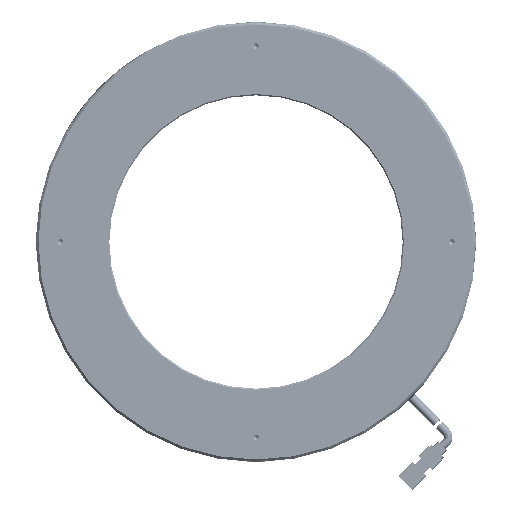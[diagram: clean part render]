
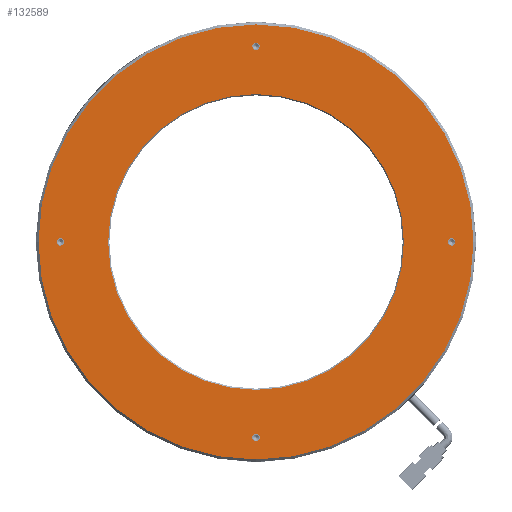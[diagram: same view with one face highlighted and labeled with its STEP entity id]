
A CAD part, front view. The second image highlights one B-rep face of the part: STEP entity #132589.
In plain terms, the highlighted planar face has unit normal (0, -1, 0).
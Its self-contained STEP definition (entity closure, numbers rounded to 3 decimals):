
#2458 = CIRCLE ( 'NONE', #5501, 89. ) ;
#3600 = ORIENTED_EDGE ( 'NONE', *, *, #91896, .F. ) ;
#3800 = AXIS2_PLACEMENT_3D ( 'NONE', #129136, #9114, #149311 ) ;
#5501 = AXIS2_PLACEMENT_3D ( 'NONE', #79310, #219397, #99485 ) ;
#7987 = CARTESIAN_POINT ( 'NONE',  ( -94.465, 5.368, 0. ) ) ;
#8341 = CIRCLE ( 'NONE', #29847, 1.5 ) ;
#8605 = ORIENTED_EDGE ( 'NONE', *, *, #88475, .F. ) ;
#9114 = DIRECTION ( 'NONE',  ( 0., -1., 0. ) ) ;
#9733 = VERTEX_POINT ( 'NONE', #258044 ) ;
#10110 = DIRECTION ( 'NONE',  ( 0., 0., -1. ) ) ;
#11746 = ORIENTED_EDGE ( 'NONE', *, *, #93063, .F. ) ;
#12985 = FACE_BOUND ( 'NONE', #169205, .T. ) ;
#15080 = CARTESIAN_POINT ( 'NONE',  ( -94.465, 5.368, -1.5 ) ) ;
#15124 = DIRECTION ( 'NONE',  ( 0., 0., -1. ) ) ;
#15903 = DIRECTION ( 'NONE',  ( 0., 0., -1. ) ) ;
#19003 = EDGE_CURVE ( 'NONE', #9733, #210019, #47439, .T. ) ;
#19239 = FACE_OUTER_BOUND ( 'NONE', #242382, .T. ) ;
#22826 = VERTEX_POINT ( 'NONE', #192192 ) ;
#27597 = CARTESIAN_POINT ( 'NONE',  ( -14.465, 5.368, 80. ) ) ;
#27860 = EDGE_CURVE ( 'NONE', #70311, #102329, #126612, .T. ) ;
#28097 = DIRECTION ( 'NONE',  ( 0., 0., -1. ) ) ;
#29847 = AXIS2_PLACEMENT_3D ( 'NONE', #255696, #136021, #15903 ) ;
#31544 = DIRECTION ( 'NONE',  ( 0., 1., 0. ) ) ;
#32836 = CARTESIAN_POINT ( 'NONE',  ( -14.465, 5.368, 0. ) ) ;
#32875 = AXIS2_PLACEMENT_3D ( 'NONE', #249890, #130126, #10110 ) ;
#34196 = ORIENTED_EDGE ( 'NONE', *, *, #27860, .F. ) ;
#35716 = CARTESIAN_POINT ( 'NONE',  ( 74.535, 5.368, 0. ) ) ;
#39818 = AXIS2_PLACEMENT_3D ( 'NONE', #27597, #167745, #47617 ) ;
#41398 = EDGE_LOOP ( 'NONE', ( #34196, #125714 ) ) ;
#41861 = CARTESIAN_POINT ( 'NONE',  ( 65.535, 5.368, 1.5 ) ) ;
#47322 = CARTESIAN_POINT ( 'NONE',  ( -94.465, 5.368, 1.5 ) ) ;
#47439 = CIRCLE ( 'NONE', #3800, 1.5 ) ;
#47617 = DIRECTION ( 'NONE',  ( 0., 0., -1. ) ) ;
#49161 = CARTESIAN_POINT ( 'NONE',  ( -14.465, 5.368, 81.5 ) ) ;
#52360 = EDGE_CURVE ( 'NONE', #152135, #143367, #106648, .T. ) ;
#52947 = DIRECTION ( 'NONE',  ( 0., 0., -1. ) ) ;
#53162 = EDGE_CURVE ( 'NONE', #102329, #70311, #8341, .T. ) ;
#53286 = AXIS2_PLACEMENT_3D ( 'NONE', #218601, #98664, #238671 ) ;
#58535 = DIRECTION ( 'NONE',  ( 0., -1., 0. ) ) ;
#59693 = CARTESIAN_POINT ( 'NONE',  ( -89.465, 5.368, 0. ) ) ;
#61579 = ORIENTED_EDGE ( 'NONE', *, *, #19003, .F. ) ;
#62337 = EDGE_LOOP ( 'NONE', ( #61579, #8605 ) ) ;
#66203 = FACE_BOUND ( 'NONE', #41398, .T. ) ;
#70311 = VERTEX_POINT ( 'NONE', #15080 ) ;
#72128 = AXIS2_PLACEMENT_3D ( 'NONE', #32836, #172994, #52947 ) ;
#72420 = AXIS2_PLACEMENT_3D ( 'NONE', #7987, #148163, #28097 ) ;
#79310 = CARTESIAN_POINT ( 'NONE',  ( -14.465, 5.368, 0. ) ) ;
#79886 = DIRECTION ( 'NONE',  ( 0., 0., 1. ) ) ;
#81549 = EDGE_CURVE ( 'NONE', #228387, #89106, #2458, .T. ) ;
#84291 = EDGE_CURVE ( 'NONE', #143367, #152135, #177351, .T. ) ;
#88475 = EDGE_CURVE ( 'NONE', #210019, #9733, #198711, .T. ) ;
#89106 = VERTEX_POINT ( 'NONE', #35716 ) ;
#90550 = VERTEX_POINT ( 'NONE', #211080 ) ;
#91205 = CIRCLE ( 'NONE', #72128, 60.5 ) ;
#91896 = EDGE_CURVE ( 'NONE', #119848, #22826, #174023, .T. ) ;
#92826 = CARTESIAN_POINT ( 'NONE',  ( -14.465, 5.368, -81.5 ) ) ;
#93063 = EDGE_CURVE ( 'NONE', #90550, #126532, #186922, .T. ) ;
#93639 = ORIENTED_EDGE ( 'NONE', *, *, #121582, .F. ) ;
#98664 = DIRECTION ( 'NONE',  ( 0., -1., 0. ) ) ;
#99485 = DIRECTION ( 'NONE',  ( -1., 0., 0. ) ) ;
#102329 = VERTEX_POINT ( 'NONE', #47322 ) ;
#103864 = ORIENTED_EDGE ( 'NONE', *, *, #192825, .F. ) ;
#106648 = CIRCLE ( 'NONE', #32875, 1.5 ) ;
#106781 = ORIENTED_EDGE ( 'NONE', *, *, #84291, .F. ) ;
#109967 = AXIS2_PLACEMENT_3D ( 'NONE', #59693, #199820, #79886 ) ;
#113632 = ORIENTED_EDGE ( 'NONE', *, *, #81549, .F. ) ;
#115999 = CARTESIAN_POINT ( 'NONE',  ( 65.535, 5.368, 0. ) ) ;
#119607 = FACE_BOUND ( 'NONE', #170778, .T. ) ;
#119848 = VERTEX_POINT ( 'NONE', #207393 ) ;
#121582 = EDGE_CURVE ( 'NONE', #22826, #119848, #91205, .T. ) ;
#125714 = ORIENTED_EDGE ( 'NONE', *, *, #53162, .F. ) ;
#126532 = VERTEX_POINT ( 'NONE', #49161 ) ;
#126612 = CIRCLE ( 'NONE', #72420, 1.5 ) ;
#129136 = CARTESIAN_POINT ( 'NONE',  ( 65.535, 5.368, 0. ) ) ;
#130126 = DIRECTION ( 'NONE',  ( 0., -1., 0. ) ) ;
#131218 = CARTESIAN_POINT ( 'NONE',  ( -103.465, 5.368, 0. ) ) ;
#132589 = ADVANCED_FACE ( 'NONE', ( #226051, #172810, #119607, #66203, #19239, #12985 ), #239195, .F. ) ;
#135191 = DIRECTION ( 'NONE',  ( 0., -1., 0. ) ) ;
#136021 = DIRECTION ( 'NONE',  ( 0., -1., 0. ) ) ;
#136192 = DIRECTION ( 'NONE',  ( 0., 0., -1. ) ) ;
#143367 = VERTEX_POINT ( 'NONE', #143540 ) ;
#143540 = CARTESIAN_POINT ( 'NONE',  ( -14.465, 5.368, -78.5 ) ) ;
#147266 = EDGE_CURVE ( 'NONE', #89106, #228387, #189478, .T. ) ;
#148163 = DIRECTION ( 'NONE',  ( 0., -1., 0. ) ) ;
#149311 = DIRECTION ( 'NONE',  ( 0., 0., -1. ) ) ;
#151614 = CARTESIAN_POINT ( 'NONE',  ( -14.465, 5.368, 0. ) ) ;
#152135 = VERTEX_POINT ( 'NONE', #92826 ) ;
#160899 = AXIS2_PLACEMENT_3D ( 'NONE', #178573, #58535, #198696 ) ;
#167745 = DIRECTION ( 'NONE',  ( 0., -1., 0. ) ) ;
#169205 = EDGE_LOOP ( 'NONE', ( #3600, #93639 ) ) ;
#170778 = EDGE_LOOP ( 'NONE', ( #11746, #103864 ) ) ;
#171683 = DIRECTION ( 'NONE',  ( -1., 0., 0. ) ) ;
#172810 = FACE_BOUND ( 'NONE', #62337, .T. ) ;
#172994 = DIRECTION ( 'NONE',  ( 0., -1., 0. ) ) ;
#174023 = CIRCLE ( 'NONE', #245829, 60.5 ) ;
#177351 = CIRCLE ( 'NONE', #160899, 1.5 ) ;
#178573 = CARTESIAN_POINT ( 'NONE',  ( -14.465, 5.368, -80. ) ) ;
#182059 = ORIENTED_EDGE ( 'NONE', *, *, #52360, .F. ) ;
#186922 = CIRCLE ( 'NONE', #53286, 1.5 ) ;
#189478 = CIRCLE ( 'NONE', #194702, 89. ) ;
#192192 = CARTESIAN_POINT ( 'NONE',  ( -14.465, 5.368, 60.5 ) ) ;
#192825 = EDGE_CURVE ( 'NONE', #126532, #90550, #197252, .T. ) ;
#194702 = AXIS2_PLACEMENT_3D ( 'NONE', #151614, #31544, #171683 ) ;
#197252 = CIRCLE ( 'NONE', #39818, 1.5 ) ;
#198696 = DIRECTION ( 'NONE',  ( 0., 0., -1. ) ) ;
#198711 = CIRCLE ( 'NONE', #225909, 1.5 ) ;
#199820 = DIRECTION ( 'NONE',  ( 0., 1., 0. ) ) ;
#207393 = CARTESIAN_POINT ( 'NONE',  ( -14.465, 5.368, -60.5 ) ) ;
#210019 = VERTEX_POINT ( 'NONE', #41861 ) ;
#211080 = CARTESIAN_POINT ( 'NONE',  ( -14.465, 5.368, 78.5 ) ) ;
#218601 = CARTESIAN_POINT ( 'NONE',  ( -14.465, 5.368, 80. ) ) ;
#219397 = DIRECTION ( 'NONE',  ( 0., 1., 0. ) ) ;
#225909 = AXIS2_PLACEMENT_3D ( 'NONE', #115999, #255873, #136192 ) ;
#226051 = FACE_BOUND ( 'NONE', #240084, .T. ) ;
#228387 = VERTEX_POINT ( 'NONE', #131218 ) ;
#238671 = DIRECTION ( 'NONE',  ( 0., 0., -1. ) ) ;
#239195 = PLANE ( 'NONE',  #109967 ) ;
#240084 = EDGE_LOOP ( 'NONE', ( #182059, #106781 ) ) ;
#242382 = EDGE_LOOP ( 'NONE', ( #113632, #244778 ) ) ;
#244778 = ORIENTED_EDGE ( 'NONE', *, *, #147266, .F. ) ;
#245829 = AXIS2_PLACEMENT_3D ( 'NONE', #254914, #135191, #15124 ) ;
#249890 = CARTESIAN_POINT ( 'NONE',  ( -14.465, 5.368, -80. ) ) ;
#254914 = CARTESIAN_POINT ( 'NONE',  ( -14.465, 5.368, 0. ) ) ;
#255696 = CARTESIAN_POINT ( 'NONE',  ( -94.465, 5.368, 0. ) ) ;
#255873 = DIRECTION ( 'NONE',  ( 0., -1., 0. ) ) ;
#258044 = CARTESIAN_POINT ( 'NONE',  ( 65.535, 5.368, -1.5 ) ) ;
